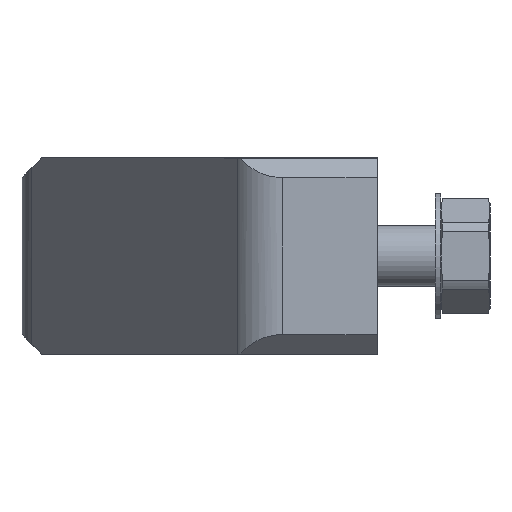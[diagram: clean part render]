
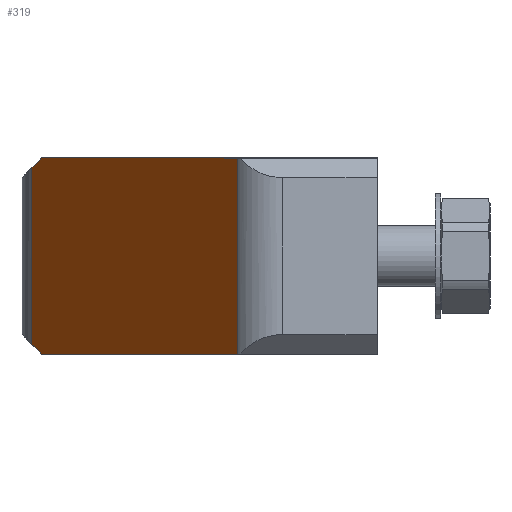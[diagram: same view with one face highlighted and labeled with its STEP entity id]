
A CAD part, left-side view. The second image highlights one B-rep face of the part: STEP entity #319.
In plain terms, the highlighted planar face has unit normal (-0.574, 0.819, 0).
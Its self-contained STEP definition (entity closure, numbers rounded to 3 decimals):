
#319 = ADVANCED_FACE( '', ( #664 ), #665, .T. );
#664 = FACE_OUTER_BOUND( '', #1026, .T. );
#665 = PLANE( '', #1027 );
#1026 = EDGE_LOOP( '', ( #1898, #1899, #1900, #1901, #1902, #1903, #1904, #1905, #1906, #1907, #1908, #1909, #1910, #1911 ) );
#1027 = AXIS2_PLACEMENT_3D( '', #1912, #1913, #1914 );
#1898 = ORIENTED_EDGE( '', *, *, #2496, .F. );
#1899 = ORIENTED_EDGE( '', *, *, #2497, .T. );
#1900 = ORIENTED_EDGE( '', *, *, #2498, .T. );
#1901 = ORIENTED_EDGE( '', *, *, #2393, .T. );
#1902 = ORIENTED_EDGE( '', *, *, #2402, .T. );
#1903 = ORIENTED_EDGE( '', *, *, #2487, .T. );
#1904 = ORIENTED_EDGE( '', *, *, #2463, .T. );
#1905 = ORIENTED_EDGE( '', *, *, #2288, .T. );
#1906 = ORIENTED_EDGE( '', *, *, #2334, .F. );
#1907 = ORIENTED_EDGE( '', *, *, #2499, .T. );
#1908 = ORIENTED_EDGE( '', *, *, #2381, .T. );
#1909 = ORIENTED_EDGE( '', *, *, #2248, .F. );
#1910 = ORIENTED_EDGE( '', *, *, #2262, .T. );
#1911 = ORIENTED_EDGE( '', *, *, #2407, .F. );
#1912 = CARTESIAN_POINT( '', ( 3.836, 22.837, 180. ) );
#1913 = DIRECTION( '', ( -0.574, 0.819, 0. ) );
#1914 = DIRECTION( '', ( -0.819, -0.574, 0. ) );
#2248 = EDGE_CURVE( '', #2731, #2733, #2734, .T. );
#2262 = EDGE_CURVE( '', #2731, #2755, #2756, .T. );
#2288 = EDGE_CURVE( '', #2796, #2793, #2797, .T. );
#2334 = EDGE_CURVE( '', #2863, #2793, #2864, .T. );
#2381 = EDGE_CURVE( '', #2929, #2733, #2930, .T. );
#2393 = EDGE_CURVE( '', #2940, #2948, #2950, .T. );
#2402 = EDGE_CURVE( '', #2948, #2959, #2961, .T. );
#2407 = EDGE_CURVE( '', #2966, #2755, #2968, .T. );
#2463 = EDGE_CURVE( '', #3038, #2796, #3039, .T. );
#2487 = EDGE_CURVE( '', #2959, #3038, #3067, .T. );
#2496 = EDGE_CURVE( '', #3078, #2966, #3079, .T. );
#2497 = EDGE_CURVE( '', #3078, #3080, #3081, .T. );
#2498 = EDGE_CURVE( '', #3080, #2940, #3082, .T. );
#2499 = EDGE_CURVE( '', #2863, #2929, #3083, .T. );
#2731 = VERTEX_POINT( '', #3461 );
#2733 = VERTEX_POINT( '', #3463 );
#2734 = LINE( '', #3464, #3465 );
#2755 = VERTEX_POINT( '', #3491 );
#2756 = LINE( '', #3492, #3493 );
#2793 = VERTEX_POINT( '', #3554 );
#2796 = VERTEX_POINT( '', #3558 );
#2797 = LINE( '', #3559, #3560 );
#2863 = VERTEX_POINT( '', #3676 );
#2864 = LINE( '', #3677, #3678 );
#2929 = VERTEX_POINT( '', #3799 );
#2930 = LINE( '', #3800, #3801 );
#2940 = VERTEX_POINT( '', #3814 );
#2948 = VERTEX_POINT( '', #3825 );
#2950 = LINE( '', #3827, #3828 );
#2959 = VERTEX_POINT( '', #3838 );
#2961 = LINE( '', #3840, #3841 );
#2966 = VERTEX_POINT( '', #3848 );
#2968 = LINE( '', #3851, #3852 );
#3038 = VERTEX_POINT( '', #3960 );
#3039 = LINE( '', #3961, #3962 );
#3067 = LINE( '', #4003, #4004 );
#3078 = VERTEX_POINT( '', #4019 );
#3079 = LINE( '', #4020, #4021 );
#3080 = VERTEX_POINT( '', #4022 );
#3081 = LINE( '', #4023, #4024 );
#3082 = LINE( '', #4025, #4026 );
#3083 = LINE( '', #4027, #4028 );
#3461 = CARTESIAN_POINT( '', ( 3.836, 22.837, 15.99 ) );
#3463 = CARTESIAN_POINT( '', ( 3.836, 22.837, -16.011 ) );
#3464 = CARTESIAN_POINT( '', ( 3.836, 22.837, 180. ) );
#3465 = VECTOR( '', #4241, 1000. );
#3491 = CARTESIAN_POINT( '', ( 6.923, 25., 15.99 ) );
#3492 = CARTESIAN_POINT( '', ( 12.526, 28.925, 15.99 ) );
#3493 = VECTOR( '', #4262, 1000. );
#3554 = CARTESIAN_POINT( '', ( 32.617, 43., -16.001 ) );
#3558 = CARTESIAN_POINT( '', ( 32.617, 43., -15.999 ) );
#3559 = CARTESIAN_POINT( '', ( 32.617, 43., 180. ) );
#3560 = VECTOR( '', #4282, 1000. );
#3676 = CARTESIAN_POINT( '', ( 6.923, 25., -16.001 ) );
#3677 = CARTESIAN_POINT( '', ( 62.375, 63.847, -16.001 ) );
#3678 = VECTOR( '', #4321, 1000. );
#3799 = CARTESIAN_POINT( '', ( 6.923, 25., -16.011 ) );
#3800 = CARTESIAN_POINT( '', ( -7.33, 15.015, -16.011 ) );
#3801 = VECTOR( '', #4374, 1000. );
#3814 = CARTESIAN_POINT( '', ( 49.459, 54.799, 15.999 ) );
#3825 = CARTESIAN_POINT( '', ( 51.675, 56.351, 14.447 ) );
#3827 = CARTESIAN_POINT( '', ( -42.845, -9.865, 80.663 ) );
#3828 = VECTOR( '', #4389, 1000. );
#3838 = CARTESIAN_POINT( '', ( 51.675, 56.351, -14.447 ) );
#3840 = CARTESIAN_POINT( '', ( 51.675, 56.351, 180. ) );
#3841 = VECTOR( '', #4406, 1000. );
#3848 = CARTESIAN_POINT( '', ( 6.923, 25., 16.001 ) );
#3851 = CARTESIAN_POINT( '', ( 6.923, 25., 0. ) );
#3852 = VECTOR( '', #4410, 1000. );
#3960 = CARTESIAN_POINT( '', ( 49.459, 54.799, -15.999 ) );
#3961 = CARTESIAN_POINT( '', ( 3.836, 22.837, -15.999 ) );
#3962 = VECTOR( '', #4460, 1000. );
#4003 = CARTESIAN_POINT( '', ( 84.429, 79.297, 8.499 ) );
#4004 = VECTOR( '', #4480, 1000. );
#4019 = CARTESIAN_POINT( '', ( 32.617, 43., 16.001 ) );
#4020 = CARTESIAN_POINT( '', ( 48.464, 54.102, 16.001 ) );
#4021 = VECTOR( '', #4484, 1000. );
#4022 = CARTESIAN_POINT( '', ( 32.617, 43., 15.999 ) );
#4023 = CARTESIAN_POINT( '', ( 32.617, 43., 180. ) );
#4024 = VECTOR( '', #4485, 1000. );
#4025 = CARTESIAN_POINT( '', ( 3.836, 22.837, 15.999 ) );
#4026 = VECTOR( '', #4486, 1000. );
#4027 = CARTESIAN_POINT( '', ( 6.923, 25., 0. ) );
#4028 = VECTOR( '', #4487, 1000. );
#4241 = DIRECTION( '', ( 0., 0., -1. ) );
#4262 = DIRECTION( '', ( 0.819, 0.574, 0. ) );
#4282 = DIRECTION( '', ( 0., 0., -1. ) );
#4321 = DIRECTION( '', ( 0.819, 0.574, 0. ) );
#4374 = DIRECTION( '', ( -0.819, -0.574, 0. ) );
#4389 = DIRECTION( '', ( 0.71, 0.498, -0.498 ) );
#4406 = DIRECTION( '', ( 0., 0., -1. ) );
#4410 = DIRECTION( '', ( 0., 0., -1. ) );
#4460 = DIRECTION( '', ( -0.819, -0.574, 0. ) );
#4480 = DIRECTION( '', ( -0.71, -0.498, -0.498 ) );
#4484 = DIRECTION( '', ( -0.819, -0.574, 0. ) );
#4485 = DIRECTION( '', ( 0., 0., -1. ) );
#4486 = DIRECTION( '', ( 0.819, 0.574, 0. ) );
#4487 = DIRECTION( '', ( 0., 0., -1. ) );
